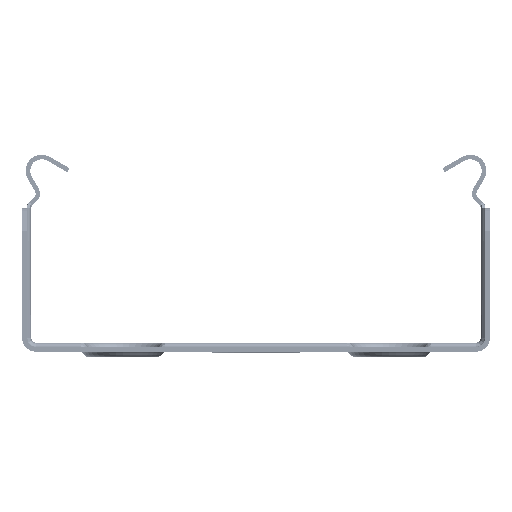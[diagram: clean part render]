
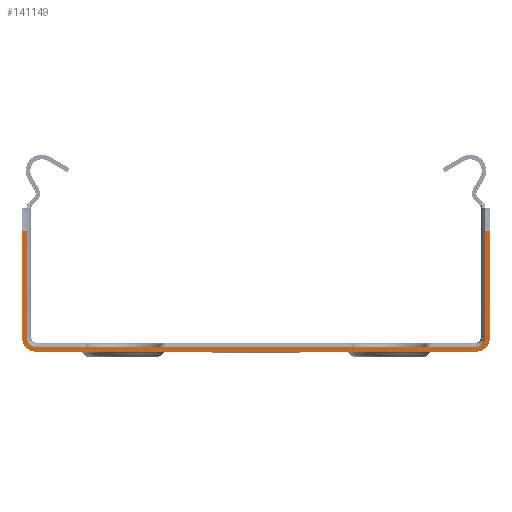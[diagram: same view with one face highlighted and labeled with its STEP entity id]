
A CAD part, front view. The second image highlights one B-rep face of the part: STEP entity #141149.
In plain terms, the highlighted planar face has unit normal (0, -1, 0).
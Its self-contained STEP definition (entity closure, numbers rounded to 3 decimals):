
#11963=CIRCLE('',#157622,3.);
#11964=CIRCLE('',#157625,3.);
#11965=CIRCLE('',#157628,2.);
#11966=CIRCLE('',#157631,2.);
#15290=PLANE('',#157632);
#23379=FACE_OUTER_BOUND('',#33070,.T.);
#33070=EDGE_LOOP('',(#130214,#130215,#130216,#130217,#130218,#130219,#130220,
#130221,#130222,#130223,#130224,#130225));
#42105=LINE('',#235426,#53920);
#44645=LINE('',#243735,#56460);
#44647=LINE('',#243741,#56462);
#44812=LINE('',#244236,#56627);
#44815=LINE('',#244242,#56630);
#44879=LINE('',#244482,#56694);
#44882=LINE('',#244489,#56697);
#44884=LINE('',#244496,#56699);
#53920=VECTOR('',#192985,10.);
#56460=VECTOR('',#201573,10.);
#56462=VECTOR('',#201577,10.);
#56627=VECTOR('',#202076,10.);
#56630=VECTOR('',#202081,10.);
#56694=VECTOR('',#202351,10.);
#56697=VECTOR('',#202360,10.);
#56699=VECTOR('',#202368,10.);
#66464=VERTEX_POINT('',#235423);
#66465=VERTEX_POINT('',#235425);
#69208=VERTEX_POINT('',#243729);
#69210=VERTEX_POINT('',#243733);
#69211=VERTEX_POINT('',#243737);
#69213=VERTEX_POINT('',#243740);
#69376=VERTEX_POINT('',#244234);
#69378=VERTEX_POINT('',#244240);
#69433=VERTEX_POINT('',#244481);
#69434=VERTEX_POINT('',#244485);
#69435=VERTEX_POINT('',#244491);
#69436=VERTEX_POINT('',#244495);
#85183=EDGE_CURVE('',#66465,#66464,#42105,.T.);
#89323=EDGE_CURVE('',#69208,#69210,#44645,.T.);
#89325=EDGE_CURVE('',#69213,#69211,#44647,.T.);
#89574=EDGE_CURVE('',#69211,#69376,#44812,.T.);
#89577=EDGE_CURVE('',#69210,#69378,#44815,.T.);
#89689=EDGE_CURVE('',#69378,#66465,#11963,.T.);
#89690=EDGE_CURVE('',#69433,#69208,#44879,.T.);
#89693=EDGE_CURVE('',#66464,#69434,#11964,.T.);
#89694=EDGE_CURVE('',#69434,#69213,#44882,.T.);
#89695=EDGE_CURVE('',#69435,#69433,#11965,.T.);
#89697=EDGE_CURVE('',#69436,#69435,#44884,.T.);
#89699=EDGE_CURVE('',#69376,#69436,#11966,.T.);
#130214=ORIENTED_EDGE('',*,*,#89325,.T.);
#130215=ORIENTED_EDGE('',*,*,#89574,.T.);
#130216=ORIENTED_EDGE('',*,*,#89699,.T.);
#130217=ORIENTED_EDGE('',*,*,#89697,.T.);
#130218=ORIENTED_EDGE('',*,*,#89695,.T.);
#130219=ORIENTED_EDGE('',*,*,#89690,.T.);
#130220=ORIENTED_EDGE('',*,*,#89323,.T.);
#130221=ORIENTED_EDGE('',*,*,#89577,.T.);
#130222=ORIENTED_EDGE('',*,*,#89689,.T.);
#130223=ORIENTED_EDGE('',*,*,#85183,.T.);
#130224=ORIENTED_EDGE('',*,*,#89693,.T.);
#130225=ORIENTED_EDGE('',*,*,#89694,.T.);
#141149=ADVANCED_FACE('',(#23379),#15290,.T.);
#157622=AXIS2_PLACEMENT_3D('',#244479,#202347,#202348);
#157625=AXIS2_PLACEMENT_3D('',#244487,#202356,#202357);
#157628=AXIS2_PLACEMENT_3D('',#244492,#202363,#202364);
#157631=AXIS2_PLACEMENT_3D('',#244499,#202372,#202373);
#157632=AXIS2_PLACEMENT_3D('',#244500,#202374,#202375);
#192985=DIRECTION('',(1.,0.,0.));
#201573=DIRECTION('',(-1.,0.,0.));
#201577=DIRECTION('',(-1.,0.,0.));
#202076=DIRECTION('',(0.,0.,-1.));
#202081=DIRECTION('',(0.,0.,-1.));
#202347=DIRECTION('center_axis',(0.,-1.,0.));
#202348=DIRECTION('ref_axis',(-1.,0.,0.));
#202351=DIRECTION('',(0.,0.,1.));
#202356=DIRECTION('center_axis',(0.,-1.,0.));
#202357=DIRECTION('ref_axis',(0.,0.,
-1.));
#202360=DIRECTION('',(0.,0.,1.));
#202363=DIRECTION('center_axis',(0.,1.,0.));
#202364=DIRECTION('ref_axis',(1.,0.,0.));
#202368=DIRECTION('',(-1.,0.,0.));
#202372=DIRECTION('center_axis',(0.,1.,0.));
#202373=DIRECTION('ref_axis',(0.,0.,1.));
#202374=DIRECTION('center_axis',(0.,-1.,0.));
#202375=DIRECTION('ref_axis',(0.,0.,-1.));
#235423=CARTESIAN_POINT('',(48.,-50.,-1.));
#235425=CARTESIAN_POINT('',(-48.,-50.,-1.));
#235426=CARTESIAN_POINT('',(-48.,-50.,-1.));
#243729=CARTESIAN_POINT('',(-50.,-50.,25.387));
#243733=CARTESIAN_POINT('',(-51.,-50.,25.387));
#243735=CARTESIAN_POINT('',(25.,-50.,25.387));
#243737=CARTESIAN_POINT('',(50.,-50.,25.387));
#243740=CARTESIAN_POINT('',(51.,-50.,25.387));
#243741=CARTESIAN_POINT('',(25.,-50.,25.387));
#244234=CARTESIAN_POINT('',(50.,-50.,2.));
#244236=CARTESIAN_POINT('',(50.,-50.,30.387));
#244240=CARTESIAN_POINT('',(-51.,-50.,2.));
#244242=CARTESIAN_POINT('',(-51.,-50.,30.387));
#244479=CARTESIAN_POINT('Origin',(-48.,-50.,2.));
#244481=CARTESIAN_POINT('',(-50.,-50.,2.));
#244482=CARTESIAN_POINT('',(-50.,-50.,2.));
#244485=CARTESIAN_POINT('',(51.,-50.,2.));
#244487=CARTESIAN_POINT('Origin',(48.,-50.,2.));
#244489=CARTESIAN_POINT('',(51.,-50.,2.));
#244491=CARTESIAN_POINT('',(-48.,-50.,0.));
#244492=CARTESIAN_POINT('Origin',(-48.,-50.,2.));
#244495=CARTESIAN_POINT('',(48.,-50.,0.));
#244496=CARTESIAN_POINT('',(48.,-50.,0.));
#244499=CARTESIAN_POINT('Origin',(48.,-50.,2.));
#244500=CARTESIAN_POINT('Origin',(0.,-50.,14.694));
